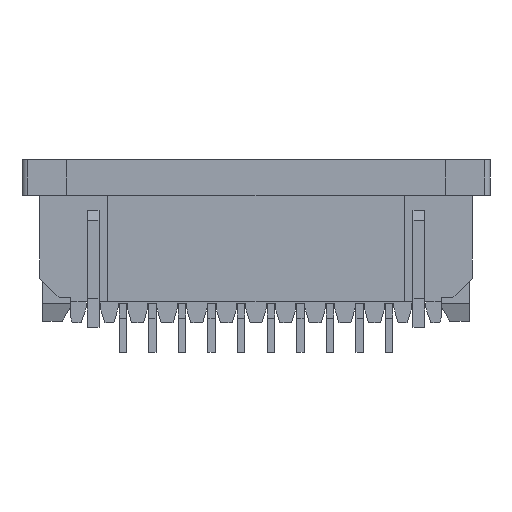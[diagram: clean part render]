
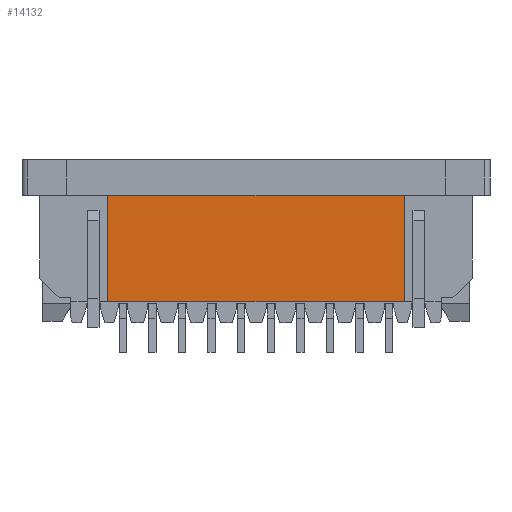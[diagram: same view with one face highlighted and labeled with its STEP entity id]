
A CAD part, front view. The second image highlights one B-rep face of the part: STEP entity #14132.
In plain terms, the highlighted planar face has unit normal (0, -1, 0).
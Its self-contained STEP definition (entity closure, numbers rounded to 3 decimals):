
#5052=DIRECTION('',(-1.,0.,0.));
#5053=VECTOR('',#5052,10.);
#5054=CARTESIAN_POINT('',(5.,0.,-1.2));
#5055=LINE('157803',#5054,#5053);
#5056=DIRECTION('',(0.,0.,1.));
#5057=VECTOR('',#5056,3.6);
#5058=CARTESIAN_POINT('',(5.,0.,-4.8));
#5059=LINE('145843',#5058,#5057);
#5060=DIRECTION('',(1.,0.,0.));
#5061=VECTOR('',#5060,10.);
#5062=CARTESIAN_POINT('',(-5.,0.,-4.8));
#5063=LINE('157804',#5062,#5061);
#5064=DIRECTION('',(0.,0.,1.));
#5065=VECTOR('',#5064,3.6);
#5066=CARTESIAN_POINT('',(-5.,0.,-4.8));
#5067=LINE('157505',#5066,#5065);
#5497=CARTESIAN_POINT('',(5.,0.,-4.8));
#5499=VERTEX_POINT('',#5497);
#5552=CARTESIAN_POINT('',(5.,0.,-1.2));
#5553=VERTEX_POINT('',#5552);
#6525=CARTESIAN_POINT('',(-5.,0.,-4.8));
#6527=VERTEX_POINT('',#6525);
#6570=CARTESIAN_POINT('',(-5.,0.,-1.2));
#6571=VERTEX_POINT('',#6570);
#14121=CARTESIAN_POINT('',(-10.,0.,-3.));
#14122=DIRECTION('',(0.,1.,0.));
#14123=DIRECTION('',(1.,0.,0.));
#14124=AXIS2_PLACEMENT_3D('',#14121,#14122,#14123);
#14125=PLANE('144011',#14124);
#14126=ORIENTED_EDGE('157803',*,*,#8359,.F.);
#14127=ORIENTED_EDGE('145843',*,*,#14115,.F.);
#14128=ORIENTED_EDGE('157804',*,*,#6893,.F.);
#14129=ORIENTED_EDGE('157505',*,*,#8343,.T.);
#14130=EDGE_LOOP('144011',(#14126,#14127,#14128,#14129));
#14131=FACE_OUTER_BOUND('144011',#14130,.F.);
#14132=ADVANCED_FACE('144011',(#14131),#14125,.F.);
#6893=EDGE_CURVE('157804',#6527,#5499,#5063,.T.);
#8343=EDGE_CURVE('157505',#6527,#6571,#5067,.T.);
#8359=EDGE_CURVE('157803',#5553,#6571,#5055,.T.);
#14115=EDGE_CURVE('145843',#5499,#5553,#5059,.T.);
